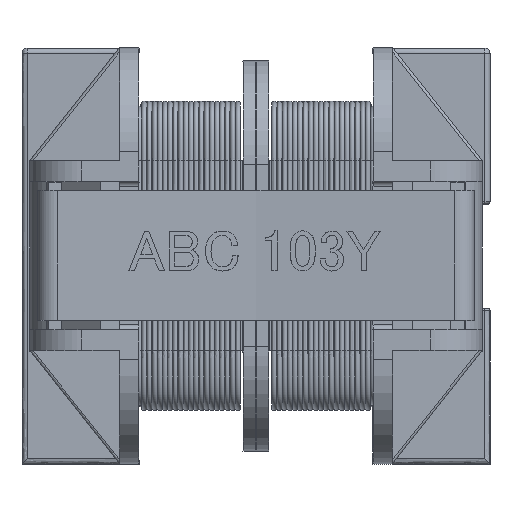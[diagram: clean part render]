
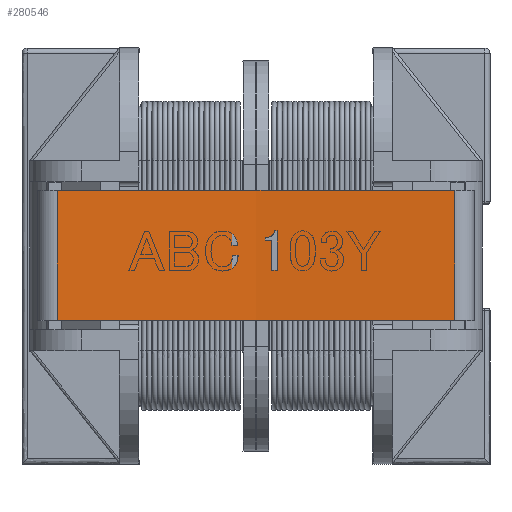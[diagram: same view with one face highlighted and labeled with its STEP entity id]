
A CAD part, top view. The second image highlights one B-rep face of the part: STEP entity #280546.
In plain terms, the highlighted free-form (B-spline) face has degree [2, 1] with [3, 2] control points.
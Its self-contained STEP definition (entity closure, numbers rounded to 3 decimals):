
#280318=CARTESIAN_POINT('',(7.647,2.5,3.354));
#280319=VERTEX_POINT('',#280318);
#280326=CARTESIAN_POINT('',(-7.65,2.5,3.328));
#280327=VERTEX_POINT('',#280326);
#280328=CARTESIAN_POINT('',(7.647,2.5,3.354));
#280329=CARTESIAN_POINT('',(0.,2.5,2.776));
#280330=CARTESIAN_POINT('',(-7.65,2.5,3.328));
#280331=(BOUNDED_CURVE()B_SPLINE_CURVE(2,(#280328,#280329,#280330),.CIRCULAR_ARC.,.F.,.U.)B_SPLINE_CURVE_WITH_KNOTS((3,3),(0.,1.),.UNSPECIFIED.)CURVE()GEOMETRIC_REPRESENTATION_ITEM()RATIONAL_B_SPLINE_CURVE((1.,0.997,1.))REPRESENTATION_ITEM(''));
#280332=EDGE_CURVE('',#280319,#280327,#280331,.T.);
#280416=CARTESIAN_POINT('',(7.647,-2.5,3.354));
#280417=VERTEX_POINT('',#280416);
#280424=CARTESIAN_POINT('',(-7.65,-2.5,3.328));
#280425=VERTEX_POINT('',#280424);
#280426=CARTESIAN_POINT('',(7.647,-2.5,3.354));
#280427=CARTESIAN_POINT('',(0.,-2.5,2.776));
#280428=CARTESIAN_POINT('',(-7.65,-2.5,3.328));
#280429=(BOUNDED_CURVE()B_SPLINE_CURVE(2,(#280426,#280427,#280428),.CIRCULAR_ARC.,.F.,.U.)B_SPLINE_CURVE_WITH_KNOTS((3,3),(0.,1.),.UNSPECIFIED.)CURVE()GEOMETRIC_REPRESENTATION_ITEM()RATIONAL_B_SPLINE_CURVE((1.,0.997,1.))REPRESENTATION_ITEM(''));
#280430=EDGE_CURVE('',#280417,#280425,#280429,.T.);
#280515=CARTESIAN_POINT('',(7.647,2.5,3.354));
#280516=CARTESIAN_POINT('',(7.647,-2.5,3.354));
#280517=B_SPLINE_CURVE_WITH_KNOTS('',1,(#280515,#280516),.POLYLINE_FORM.,.F.,.U.,(2,2),(0.,1.),.UNSPECIFIED.);
#280518=EDGE_CURVE('',#280319,#280417,#280517,.T.);
#280529=CARTESIAN_POINT('',(7.647,2.5,3.354));
#280530=CARTESIAN_POINT('',(7.647,-2.5,3.354));
#280531=CARTESIAN_POINT('',(0.,2.5,2.776));
#280532=CARTESIAN_POINT('',(0.,-2.5,2.776));
#280533=CARTESIAN_POINT('',(-7.65,2.5,3.328));
#280534=CARTESIAN_POINT('',(-7.65,-2.5,3.328));
#280535=(BOUNDED_SURFACE()B_SPLINE_SURFACE(2,1,((#280529,#280530),(#280531,#280532),(#280533,#280534)),.CYLINDRICAL_SURF.,.F.,.F.,.U.)B_SPLINE_SURFACE_WITH_KNOTS((3,3),(2,2),(0.,1.),(0.,1.),.UNSPECIFIED.)GEOMETRIC_REPRESENTATION_ITEM()RATIONAL_B_SPLINE_SURFACE(((1.,1.),(0.997,0.997),(1.,1.)))REPRESENTATION_ITEM('')SURFACE());
#280536=ORIENTED_EDGE('',*,*,#280332,.T.);
#280537=CARTESIAN_POINT('',(-7.65,2.5,3.328));
#280538=CARTESIAN_POINT('',(-7.65,-2.5,3.328));
#280539=B_SPLINE_CURVE_WITH_KNOTS('',1,(#280537,#280538),.POLYLINE_FORM.,.F.,.U.,(2,2),(0.,1.),.UNSPECIFIED.);
#280540=EDGE_CURVE('',#280327,#280425,#280539,.T.);
#280541=ORIENTED_EDGE('',*,*,#280540,.T.);
#280542=ORIENTED_EDGE('',*,*,#280430,.F.);
#280543=ORIENTED_EDGE('',*,*,#280518,.F.);
#280544=EDGE_LOOP('',(#280536,#280541,#280542,#280543));
#280545=FACE_OUTER_BOUND('',#280544,.T.);
#280546=ADVANCED_FACE('',(#280545),#280535,.T.);
